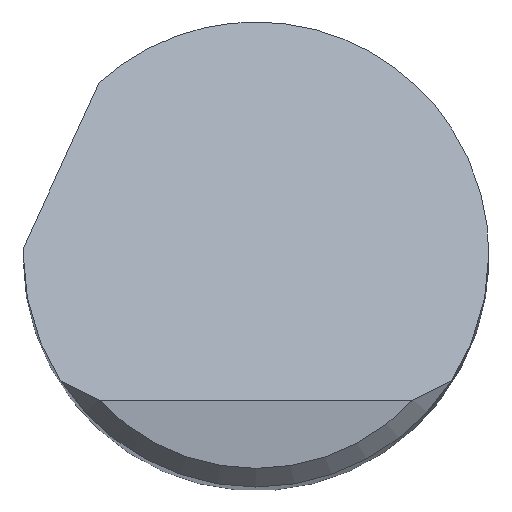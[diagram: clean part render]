
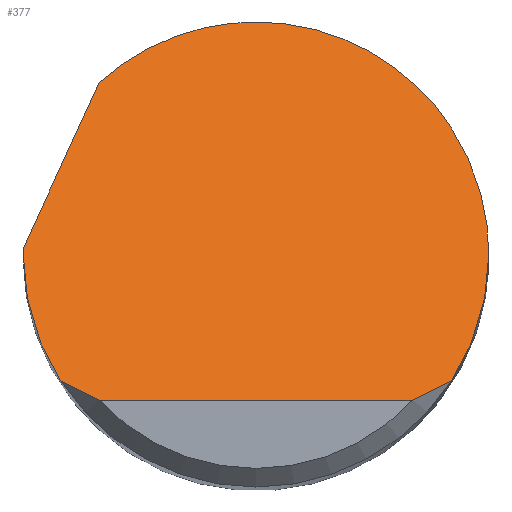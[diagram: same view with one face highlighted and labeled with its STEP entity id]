
A CAD part, top view. The second image highlights one B-rep face of the part: STEP entity #377.
In plain terms, the highlighted planar face has unit normal (0, 0.707, 0.707).
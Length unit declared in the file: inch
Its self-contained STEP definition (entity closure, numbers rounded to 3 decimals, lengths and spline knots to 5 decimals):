
#33 = DIRECTION ( 'NONE',  ( 0., -0.707, -0.707 ) ) ;
#37 = EDGE_CURVE ( 'NONE', #645, #112, #295, .T. ) ;
#49 = EDGE_CURVE ( 'NONE', #645, #196, #329, .T. ) ;
#53 = ORIENTED_EDGE ( 'NONE', *, *, #49, .T. ) ;
#80 = PLANE ( 'NONE',  #388 ) ;
#89 = CARTESIAN_POINT ( 'NONE',  ( -0.18748, 0.00333, 2.87917 ) ) ;
#91 = EDGE_CURVE ( 'NONE', #196, #663, #303, .T. ) ;
#93 = EDGE_CURVE ( 'NONE', #628, #493, #375, .T. ) ;
#108 = CARTESIAN_POINT ( 'NONE',  ( -0.1875, 0., 2.8825 ) ) ;
#109 = CARTESIAN_POINT ( 'NONE',  ( -0.23821, -0.10589, 2.98839 ) ) ;
#112 = VERTEX_POINT ( 'NONE', #108 ) ;
#120 = EDGE_CURVE ( 'NONE', #663, #493, #267, .T. ) ;
#122 = ORIENTED_EDGE ( 'NONE', *, *, #91, .T. ) ;
#136 = CARTESIAN_POINT ( 'NONE',  ( 0.157, -0.1025, 2.985 ) ) ;
#137 = CARTESIAN_POINT ( 'NONE',  ( 0.12629, -0.1175, 3. ) ) ;
#148 = CARTESIAN_POINT ( 'NONE',  ( 0.157, -0.1025, 2.985 ) ) ;
#156 = CARTESIAN_POINT ( 'NONE',  ( -0.14711, -0.10785, 2.99035 ) ) ;
#159 = ORIENTED_EDGE ( 'NONE', *, *, #215, .F. ) ;
#185 = CARTESIAN_POINT ( 'NONE',  ( -0.1875, 0., 2.8825 ) ) ;
#187 =( BOUNDED_CURVE ( )  B_SPLINE_CURVE ( 3, ( #185, #672, #89, #191 ),
 .UNSPECIFIED., .F., .T. ) 
 B_SPLINE_CURVE_WITH_KNOTS ( ( 4, 4 ),
 ( 4.71239, 4.73906 ),
 .UNSPECIFIED. ) 
 CURVE ( )  GEOMETRIC_REPRESENTATION_ITEM ( )  RATIONAL_B_SPLINE_CURVE ( ( 1., 1., 1., 1. ) ) 
 REPRESENTATION_ITEM ( '' )  );
#191 = CARTESIAN_POINT ( 'NONE',  ( -0.18743, 0.005, 2.8775 ) ) ;
#196 = VERTEX_POINT ( 'NONE', #620 ) ;
#198 = VECTOR ( 'NONE', #481, 39.37008 ) ;
#203 = DIRECTION ( 'NONE',  ( 0.308, 0.673, -0.673 ) ) ;
#204 = CARTESIAN_POINT ( 'NONE',  ( -0.1875, 0., 2.8825 ) ) ;
#215 = EDGE_CURVE ( 'NONE', #112, #510, #187, .T. ) ;
#218 = ORIENTED_EDGE ( 'NONE', *, *, #120, .T. ) ;
#227 = CARTESIAN_POINT ( 'NONE',  ( -0.18743, 0.005, 2.8775 ) ) ;
#228 = CARTESIAN_POINT ( 'NONE',  ( -0.1875, -0.1175, 3. ) ) ;
#247 = EDGE_CURVE ( 'NONE', #434, #628, #487, .T. ) ;
#250 = CARTESIAN_POINT ( 'NONE',  ( 0.1875, 0., 2.8825 ) ) ;
#257 = CARTESIAN_POINT ( 'NONE',  ( -0.157, -0.1025, 2.985 ) ) ;
#267 = B_SPLINE_CURVE_WITH_KNOTS ( 'NONE', 3,
 ( #351, #402, #676, #136 ),
 .UNSPECIFIED., .F., .F.,
 ( 4, 4 ),
 ( 0., 0.00095 ),
 .UNSPECIFIED. ) ;
#274 = CARTESIAN_POINT ( 'NONE',  ( -0.12629, -0.1175, 3. ) ) ;
#295 =( BOUNDED_CURVE ( )  B_SPLINE_CURVE ( 3, ( #257, #311, #485, #204 ),
 .UNSPECIFIED., .F., .T. ) 
 B_SPLINE_CURVE_WITH_KNOTS ( ( 4, 4 ),
 ( 4.13401, 4.71239 ),
 .UNSPECIFIED. ) 
 CURVE ( )  GEOMETRIC_REPRESENTATION_ITEM ( )  RATIONAL_B_SPLINE_CURVE ( ( 1., 0.972, 0.972, 1. ) ) 
 REPRESENTATION_ITEM ( '' )  );
#299 = CARTESIAN_POINT ( 'NONE',  ( 0.1875, -0.03666, 2.91916 ) ) ;
#303 = LINE ( 'NONE', #532, #198 ) ;
#305 = LINE ( 'NONE', #109, #442 ) ;
#311 = CARTESIAN_POINT ( 'NONE',  ( -0.17704, -0.0718, 2.9543 ) ) ;
#329 = B_SPLINE_CURVE_WITH_KNOTS ( 'NONE', 3,
 ( #644, #156, #410, #274 ),
 .UNSPECIFIED., .F., .F.,
 ( 4, 4 ),
 ( 0., 0.00095 ),
 .UNSPECIFIED. ) ;
#330 = ORIENTED_EDGE ( 'NONE', *, *, #247, .F. ) ;
#351 = CARTESIAN_POINT ( 'NONE',  ( 0.12629, -0.1175, 3. ) ) ;
#375 =( BOUNDED_CURVE ( )  B_SPLINE_CURVE ( 3, ( #250, #299, #686, #148 ),
 .UNSPECIFIED., .F., .T. ) 
 B_SPLINE_CURVE_WITH_KNOTS ( ( 4, 4 ),
 ( 1.5708, 2.14917 ),
 .UNSPECIFIED. ) 
 CURVE ( )  GEOMETRIC_REPRESENTATION_ITEM ( )  RATIONAL_B_SPLINE_CURVE ( ( 1., 0.972, 0.972, 1. ) ) 
 REPRESENTATION_ITEM ( '' )  );
#377 = ADVANCED_FACE ( 'NONE', ( #664 ), #80, .F. ) ;
#388 = AXIS2_PLACEMENT_3D ( 'NONE', #228, #33, #391 ) ;
#391 = DIRECTION ( 'NONE',  ( 0., 0.707, -0.707 ) ) ;
#402 = CARTESIAN_POINT ( 'NONE',  ( 0.1369, -0.11288, 2.99538 ) ) ;
#407 = CARTESIAN_POINT ( 'NONE',  ( 0.014, 0.26635, 2.61615 ) ) ;
#410 = CARTESIAN_POINT ( 'NONE',  ( -0.1369, -0.11288, 2.99538 ) ) ;
#421 = CARTESIAN_POINT ( 'NONE',  ( 0.1875, 0., 2.8825 ) ) ;
#430 = ORIENTED_EDGE ( 'NONE', *, *, #437, .F. ) ;
#434 = VERTEX_POINT ( 'NONE', #678 ) ;
#437 = EDGE_CURVE ( 'NONE', #510, #434, #305, .T. ) ;
#442 = VECTOR ( 'NONE', #203, 39.37008 ) ;
#481 = DIRECTION ( 'NONE',  ( 1., 0., 0. ) ) ;
#485 = CARTESIAN_POINT ( 'NONE',  ( -0.1875, -0.03666, 2.91916 ) ) ;
#487 =( BOUNDED_CURVE ( )  B_SPLINE_CURVE ( 3, ( #575, #407, #699, #421 ),
 .UNSPECIFIED., .F., .T. ) 
 B_SPLINE_CURVE_WITH_KNOTS ( ( 4, 4 ),
 ( 5.54449, 7.85398 ),
 .UNSPECIFIED. ) 
 CURVE ( )  GEOMETRIC_REPRESENTATION_ITEM ( )  RATIONAL_B_SPLINE_CURVE ( ( 1., 0.603, 0.603, 1. ) ) 
 REPRESENTATION_ITEM ( '' )  );
#493 = VERTEX_POINT ( 'NONE', #568 ) ;
#510 = VERTEX_POINT ( 'NONE', #227 ) ;
#514 = CARTESIAN_POINT ( 'NONE',  ( -0.157, -0.1025, 2.985 ) ) ;
#515 = ORIENTED_EDGE ( 'NONE', *, *, #37, .F. ) ;
#532 = CARTESIAN_POINT ( 'NONE',  ( 0., -0.1175, 3. ) ) ;
#539 = EDGE_LOOP ( 'NONE', ( #122, #218, #639, #330, #430, #159, #515, #53 ) ) ;
#568 = CARTESIAN_POINT ( 'NONE',  ( 0.157, -0.1025, 2.985 ) ) ;
#569 = CARTESIAN_POINT ( 'NONE',  ( 0.1875, 0., 2.8825 ) ) ;
#575 = CARTESIAN_POINT ( 'NONE',  ( -0.12625, 0.13863, 2.74387 ) ) ;
#620 = CARTESIAN_POINT ( 'NONE',  ( -0.12629, -0.1175, 3. ) ) ;
#628 = VERTEX_POINT ( 'NONE', #569 ) ;
#639 = ORIENTED_EDGE ( 'NONE', *, *, #93, .F. ) ;
#644 = CARTESIAN_POINT ( 'NONE',  ( -0.157, -0.1025, 2.985 ) ) ;
#645 = VERTEX_POINT ( 'NONE', #514 ) ;
#663 = VERTEX_POINT ( 'NONE', #137 ) ;
#664 = FACE_OUTER_BOUND ( 'NONE', #539, .T. ) ;
#672 = CARTESIAN_POINT ( 'NONE',  ( -0.1875, 0.00167, 2.88083 ) ) ;
#676 = CARTESIAN_POINT ( 'NONE',  ( 0.14711, -0.10785, 2.99035 ) ) ;
#678 = CARTESIAN_POINT ( 'NONE',  ( -0.12625, 0.13863, 2.74387 ) ) ;
#686 = CARTESIAN_POINT ( 'NONE',  ( 0.17704, -0.0718, 2.9543 ) ) ;
#699 = CARTESIAN_POINT ( 'NONE',  ( 0.1875, 0.18969, 2.69281 ) ) ;
